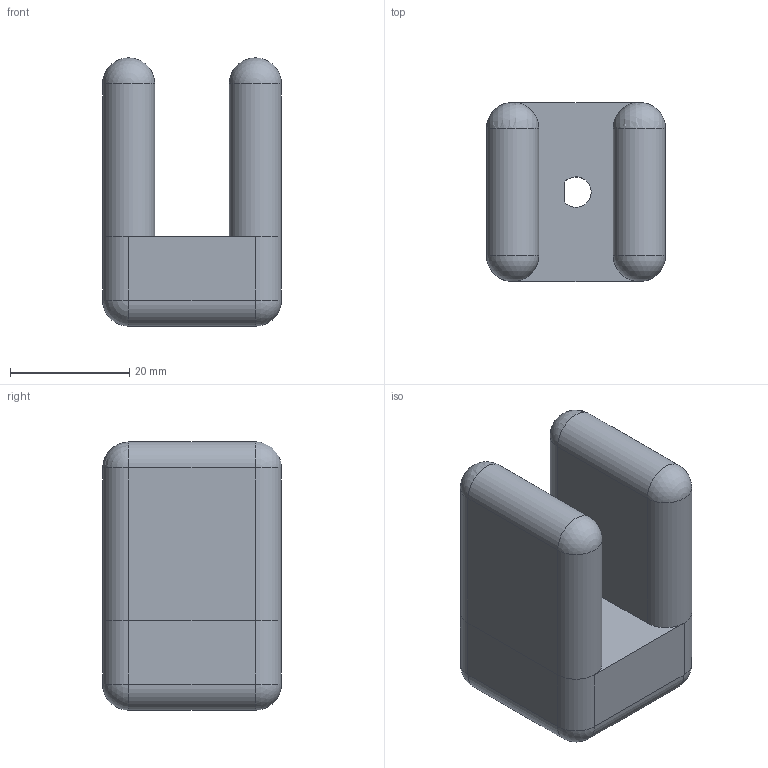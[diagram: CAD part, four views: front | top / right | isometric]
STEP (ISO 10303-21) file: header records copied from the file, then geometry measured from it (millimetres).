
FILE_DESCRIPTION(/* description */ ('STEP AP242','CAx-IF Rec.Pracs.---Representation and Presentation of Product Manufacturing Information (PMI)---4.0---2014-10-13','CAx-IF Rec.Pracs.---3D Tessellated Geometry---0.4---2014-09-14','2;1'),/* implementation_level */ '2;1');
FILE_NAME(/* name */ '67569a199ddaef37cf34e19a',/* time_stamp */ '2024-12-09T07:19:53Z',/* author */ (''),/* organization */ (''),/* preprocessor_version */ 'ST-DEVELOPER v20',/* originating_system */ 'ONSHAPE BY PTC INC, 1.190',/* authorisation */ ' ');
FILE_SCHEMA (('AP242_MANAGED_MODEL_BASED_3D_ENGINEERING_MIM_LF { 1 0 10303 442 1 1 4 }'));
Length unit declared in the file: metre
Products named in the file (3): Part 2; Part 3; Part 1
Bounding box: 30 x 30 x 45 mm (x, y, z)
Volume: 26767.7 mm3; surface area: 8336.6 mm2
Topology: 3 solids, 3 shells, 36 faces, 82 edges, 42 vertices
Faces by surface type: cylinder 15, plane 13, sphere 8
Entity records: 981 total; most frequent: DIRECTION 178, CARTESIAN_POINT 149, ORIENTED_EDGE 140, EDGE_CURVE 70, AXIS2_PLACEMENT_3D 69, VERTEX_POINT 40, LINE 40, VECTOR 40
